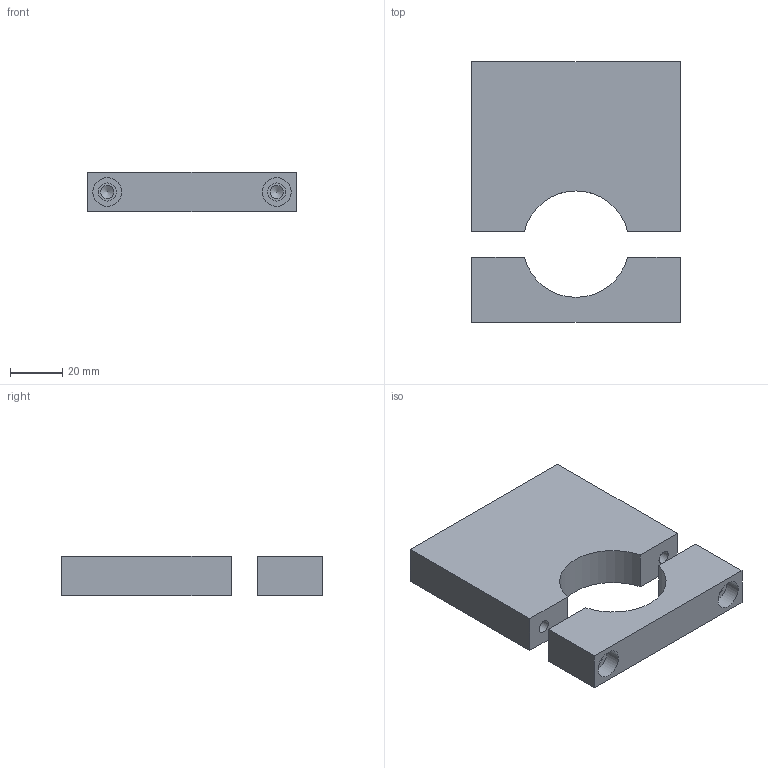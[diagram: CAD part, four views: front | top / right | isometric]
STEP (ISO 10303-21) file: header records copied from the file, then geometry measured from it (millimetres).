
FILE_DESCRIPTION(/* description */ (''),/* implementation_level */ '2;1');
FILE_NAME(/* name */ 'Bride support batterie 40,8.step',/* time_stamp */ '2024-09-21T15:26:25+02:00',/* author */ (''),/* organization */ (''),/* preprocessor_version */ 'ST-DEVELOPER v20',/* originating_system */ 'Autodesk Translation Framework v13.20.0.188',/* authorisation */ '');
FILE_SCHEMA (('AUTOMOTIVE_DESIGN { 1 0 10303 214 3 1 1 }'));
Length unit declared in the file: millimetre
Products named in the file (1): Bride support batterie 40,8
Bounding box: 80 x 100 x 15 mm (x, y, z)
Volume: 90619.5 mm3; surface area: 22581.3 mm2
Topology: 2 solids, 2 shells, 28 faces, 63 edges, 41 vertices
Faces by surface type: plane 16, cylinder 9, cone 3
Full cylindrical faces by diameter (mm): 5.035 x3, 7 x2, 11 x2
Entity records: 806 total; most frequent: DIRECTION 136, CARTESIAN_POINT 130, ORIENTED_EDGE 120, EDGE_CURVE 60, AXIS2_PLACEMENT_3D 47, LINE 42, VECTOR 42, VERTEX_POINT 41
